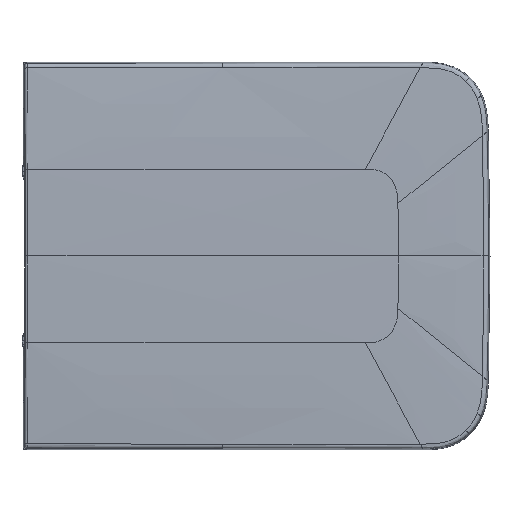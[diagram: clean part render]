
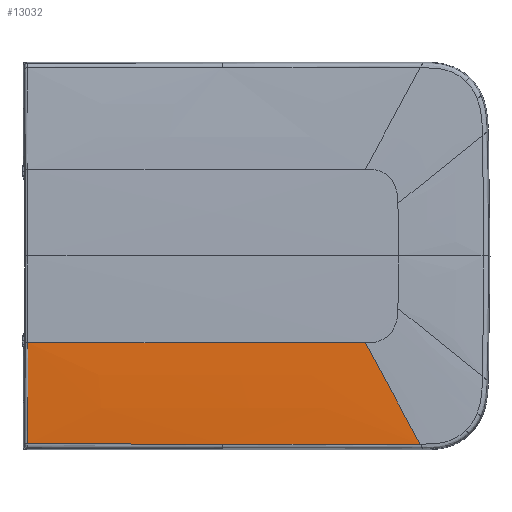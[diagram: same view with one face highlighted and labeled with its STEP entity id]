
A CAD part, top view. The second image highlights one B-rep face of the part: STEP entity #13032.
In plain terms, the highlighted free-form (B-spline) face has degree [5, 3] with [6, 4] control points.
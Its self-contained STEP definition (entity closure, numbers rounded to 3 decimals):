
#6529=CARTESIAN_POINT('Vertex',(-10.934,-81.95,24.78)) ;
#6533=CARTESIAN_POINT('Control Point',(-10.934,-81.95,24.78)) ;
#6534=CARTESIAN_POINT('Control Point',(148.371,-81.95,19.287)) ;
#6535=CARTESIAN_POINT('Control Point',(307.609,-81.95,13.266)) ;
#6536=CARTESIAN_POINT('Vertex',(307.609,-81.95,13.266)) ;
#6623=CARTESIAN_POINT('Control Point',(307.609,-81.95,13.266)) ;
#6624=CARTESIAN_POINT('Control Point',(323.608,-111.609,12.398)) ;
#6625=CARTESIAN_POINT('Control Point',(339.939,-142.203,11.404)) ;
#6626=CARTESIAN_POINT('Control Point',(359.563,-177.749,9.903)) ;
#6627=CARTESIAN_POINT('Vertex',(359.563,-177.749,9.903)) ;
#12961=CARTESIAN_POINT('Control Point',(307.609,-81.95,13.266)) ;
#12962=CARTESIAN_POINT('Control Point',(324.222,-112.748,12.365)) ;
#12963=CARTESIAN_POINT('Control Point',(341.193,-144.553,11.328)) ;
#12964=CARTESIAN_POINT('Control Point',(361.838,-181.864,9.727)) ;
#12965=CARTESIAN_POINT('Control Point',(243.02,-81.95,15.708)) ;
#12966=CARTESIAN_POINT('Control Point',(255.355,-112.742,14.921)) ;
#12967=CARTESIAN_POINT('Control Point',(268.004,-144.572,13.94)) ;
#12968=CARTESIAN_POINT('Control Point',(283.987,-181.755,12.48)) ;
#12969=CARTESIAN_POINT('Control Point',(178.926,-81.95,18.078)) ;
#12970=CARTESIAN_POINT('Control Point',(187.727,-112.746,17.393)) ;
#12971=CARTESIAN_POINT('Control Point',(195.838,-144.557,16.517)) ;
#12972=CARTESIAN_POINT('Control Point',(206.381,-181.745,12.403)) ;
#12973=CARTESIAN_POINT('Control Point',(113.959,-81.95,20.425)) ;
#12974=CARTESIAN_POINT('Control Point',(119.818,-112.743,19.84)) ;
#12975=CARTESIAN_POINT('Control Point',(125.578,-144.568,19.028)) ;
#12976=CARTESIAN_POINT('Control Point',(131.777,-181.626,15.725)) ;
#12977=CARTESIAN_POINT('Control Point',(49.593,-81.95,22.695)) ;
#12978=CARTESIAN_POINT('Control Point',(52.465,-112.742,22.232)) ;
#12979=CARTESIAN_POINT('Control Point',(55.252,-144.571,21.55)) ;
#12980=CARTESIAN_POINT('Control Point',(57.745,-181.521,17.943)) ;
#12981=CARTESIAN_POINT('Control Point',(-14.822,-81.95,24.914)) ;
#12982=CARTESIAN_POINT('Control Point',(-14.855,-112.74,24.589)) ;
#12983=CARTESIAN_POINT('Control Point',(-14.893,-144.573,24.069)) ;
#12984=CARTESIAN_POINT('Control Point',(-15.738,-181.434,20.15)) ;
#12986=CARTESIAN_POINT('Control Point',(-11.32,-177.488,20.427)) ;
#12987=CARTESIAN_POINT('Control Point',(-11.244,-169.032,21.277)) ;
#12988=CARTESIAN_POINT('Control Point',(-11.181,-160.795,21.981)) ;
#12989=CARTESIAN_POINT('Control Point',(-11.13,-152.754,22.557)) ;
#12990=CARTESIAN_POINT('Control Point',(-11.043,-136.259,23.535)) ;
#12991=CARTESIAN_POINT('Control Point',(-10.992,-120.421,24.112)) ;
#12992=CARTESIAN_POINT('Control Point',(-10.973,-112.295,24.328)) ;
#12993=CARTESIAN_POINT('Control Point',(-10.954,-101.346,24.54)) ;
#12994=CARTESIAN_POINT('Control Point',(-10.942,-90.564,24.683)) ;
#12995=CARTESIAN_POINT('Control Point',(-10.939,-87.685,24.717)) ;
#12996=CARTESIAN_POINT('Control Point',(-10.936,-84.814,24.749)) ;
#12997=CARTESIAN_POINT('Control Point',(-10.934,-81.95,24.78)) ;
#12998=CARTESIAN_POINT('Vertex',(-11.32,-177.488,20.427)) ;
#13002=CARTESIAN_POINT('Control Point',(172.237,-177.67,14.73)) ;
#13003=CARTESIAN_POINT('Control Point',(152.469,-177.655,15.289)) ;
#13004=CARTESIAN_POINT('Control Point',(132.748,-177.637,15.882)) ;
#13005=CARTESIAN_POINT('Control Point',(113.233,-177.616,16.497)) ;
#13006=CARTESIAN_POINT('Control Point',(76.481,-177.576,17.675)) ;
#13007=CARTESIAN_POINT('Control Point',(39.825,-177.538,18.846)) ;
#13008=CARTESIAN_POINT('Control Point',(22.726,-177.52,19.383)) ;
#13009=CARTESIAN_POINT('Control Point',(5.697,-177.504,19.906)) ;
#13010=CARTESIAN_POINT('Control Point',(-11.32,-177.488,20.427)) ;
#13011=CARTESIAN_POINT('Vertex',(172.237,-177.67,14.73)) ;
#13015=CARTESIAN_POINT('Control Point',(359.563,-177.749,9.903)) ;
#13016=CARTESIAN_POINT('Control Point',(333.258,-177.722,10.834)) ;
#13017=CARTESIAN_POINT('Control Point',(306.967,-177.716,11.472)) ;
#13018=CARTESIAN_POINT('Control Point',(280.716,-177.715,12.038)) ;
#13019=CARTESIAN_POINT('Control Point',(243.247,-177.709,12.874)) ;
#13020=CARTESIAN_POINT('Control Point',(205.946,-177.692,13.811)) ;
#13021=CARTESIAN_POINT('Control Point',(194.694,-177.686,14.106)) ;
#13022=CARTESIAN_POINT('Control Point',(183.458,-177.679,14.413)) ;
#13023=CARTESIAN_POINT('Control Point',(172.237,-177.67,14.73)) ;
#6538=EDGE_CURVE('',#6530,#6537,#6532,.T.) ;
#6629=EDGE_CURVE('',#6537,#6628,#6622,.T.) ;
#13000=EDGE_CURVE('',#12999,#6530,#12985,.T.) ;
#13013=EDGE_CURVE('',#13012,#12999,#13001,.T.) ;
#13024=EDGE_CURVE('',#6628,#13012,#13014,.T.) ;
#13026=ORIENTED_EDGE('',*,*,#13000,.F.) ;
#13027=ORIENTED_EDGE('',*,*,#13013,.F.) ;
#13028=ORIENTED_EDGE('',*,*,#13024,.F.) ;
#13029=ORIENTED_EDGE('',*,*,#6629,.F.) ;
#13030=ORIENTED_EDGE('',*,*,#6538,.F.) ;
#13025=EDGE_LOOP('',(#13026,#13027,#13028,#13029,#13030)) ;
#6530=VERTEX_POINT('',#6529) ;
#6537=VERTEX_POINT('',#6536) ;
#6628=VERTEX_POINT('',#6627) ;
#12999=VERTEX_POINT('',#12998) ;
#13012=VERTEX_POINT('',#13011) ;
#13032=ADVANCED_FACE('Hauptk\X2\00F6\X0\rper',(#13031),#12960,.T.) ;
#6532=B_SPLINE_CURVE_WITH_KNOTS('',2,(#6533,#6534,#6535),.UNSPECIFIED.,.F.,.U.,(3,3),(4.773,323.492),.UNSPECIFIED.) ;
#6622=B_SPLINE_CURVE_WITH_KNOTS('',3,(#6623,#6624,#6625,#6626),.UNSPECIFIED.,.F.,.U.,(4,4),(0.,112.237),.UNSPECIFIED.) ;
#12985=B_SPLINE_CURVE_WITH_KNOTS('',5,(#12986,#12987,#12988,#12989,#12990,#12991,#12992,#12993,#12994,#12995,#12996,#12997),.UNSPECIFIED.,.F.,.U.,(6,3,3,6),(0.,55.611,116.582,138.911),.UNSPECIFIED.) ;
#13001=B_SPLINE_CURVE_WITH_KNOTS('',5,(#13002,#13003,#13004,#13005,#13006,#13007,#13008,#13009,#13010),.UNSPECIFIED.,.F.,.U.,(6,3,6),(0.,135.117,252.751),.UNSPECIFIED.) ;
#13014=B_SPLINE_CURVE_WITH_KNOTS('',5,(#13015,#13016,#13017,#13018,#13019,#13020,#13021,#13022,#13023),.UNSPECIFIED.,.F.,.U.,(6,3,6),(0.,177.247,253.951),.UNSPECIFIED.) ;
#12960=B_SPLINE_SURFACE_WITH_KNOTS('',5,3,((#12961,#12962,#12963,#12964),(#12965,#12966,#12967,#12968),(#12969,#12970,#12971,#12972),(#12973,#12974,#12975,#12976),(#12977,#12978,#12979,#12980),(#12981,#12982,#12983,#12984)),.UNSPECIFIED.,.F.,.F.,.U.,(6,6),(4,4),(0.,349.005),(0.,104.443),.UNSPECIFIED.) ;
#13031=FACE_OUTER_BOUND('',#13025,.T.) ;
